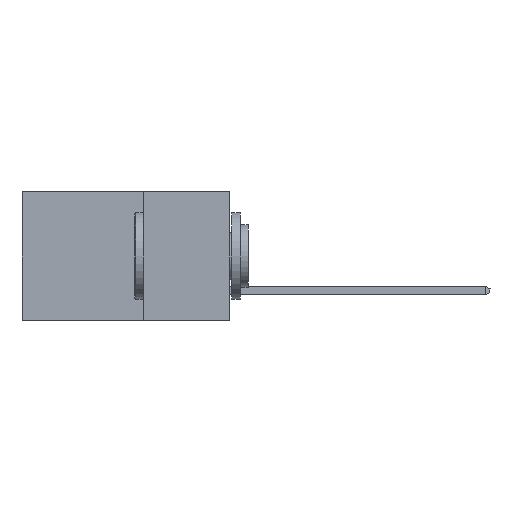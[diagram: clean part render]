
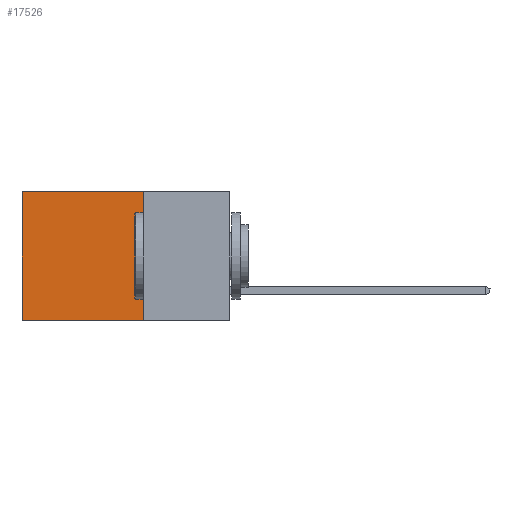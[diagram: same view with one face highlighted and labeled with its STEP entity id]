
A CAD part, left-side view. The second image highlights one B-rep face of the part: STEP entity #17526.
In plain terms, the highlighted planar face has unit normal (-1, 0, 0).
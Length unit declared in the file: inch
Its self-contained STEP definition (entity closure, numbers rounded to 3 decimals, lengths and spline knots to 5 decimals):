
#1538 = DIRECTION ( 'NONE',  ( 0., 0., -1. ) ) ;
#2857 = VERTEX_POINT ( 'NONE', #18120 ) ;
#3629 = AXIS2_PLACEMENT_3D ( 'NONE', #9055, #4943, #1538 ) ;
#4110 = EDGE_CURVE ( 'NONE', #20730, #14275, #22927, .T. ) ;
#4214 = CARTESIAN_POINT ( 'NONE',  ( 0.2615, 0.25, -0.37 ) ) ;
#4943 = DIRECTION ( 'NONE',  ( 1., 0., 0. ) ) ;
#5088 = CARTESIAN_POINT ( 'NONE',  ( 0.2615, 0.25, 0. ) ) ;
#6282 = CARTESIAN_POINT ( 'NONE',  ( 0.2615, 0.6, 0. ) ) ;
#6496 = CARTESIAN_POINT ( 'NONE',  ( 0.2615, 0.25, -0.37 ) ) ;
#6554 = ORIENTED_EDGE ( 'NONE', *, *, #8881, .F. ) ;
#6913 = LINE ( 'NONE', #5088, #11318 ) ;
#7593 = LINE ( 'NONE', #4214, #10789 ) ;
#8376 = VECTOR ( 'NONE', #12049, 39.37008 ) ;
#8881 = EDGE_CURVE ( 'NONE', #2857, #8883, #7593, .T. ) ;
#8883 = VERTEX_POINT ( 'NONE', #14850 ) ;
#9054 = DIRECTION ( 'NONE',  ( 0., 0., -1. ) ) ;
#9055 = CARTESIAN_POINT ( 'NONE',  ( 0.2615, 0.25, -0.37 ) ) ;
#9654 = DIRECTION ( 'NONE',  ( 0., 0., -1. ) ) ;
#10789 = VECTOR ( 'NONE', #9654, 39.37008 ) ;
#11318 = VECTOR ( 'NONE', #18265, 39.37008 ) ;
#12049 = DIRECTION ( 'NONE',  ( 0., 1., 0. ) ) ;
#12239 = CARTESIAN_POINT ( 'NONE',  ( 0.2615, 0.6, -0.37 ) ) ;
#13579 = ORIENTED_EDGE ( 'NONE', *, *, #15061, .T. ) ;
#13860 = LINE ( 'NONE', #6496, #8376 ) ;
#14275 = VERTEX_POINT ( 'NONE', #14702 ) ;
#14702 = CARTESIAN_POINT ( 'NONE',  ( 0.2615, 0.6, -0.37 ) ) ;
#14850 = CARTESIAN_POINT ( 'NONE',  ( 0.2615, 0.25, -0.37 ) ) ;
#14940 = VECTOR ( 'NONE', #9054, 39.37008 ) ;
#15061 = EDGE_CURVE ( 'NONE', #2857, #20730, #6913, .T. ) ;
#15232 = EDGE_LOOP ( 'NONE', ( #21173, #18375, #6554, #13579 ) ) ;
#17526 = ADVANCED_FACE ( 'NONE', ( #23847 ), #19703, .F. ) ;
#18120 = CARTESIAN_POINT ( 'NONE',  ( 0.2615, 0.25, 0. ) ) ;
#18265 = DIRECTION ( 'NONE',  ( 0., 1., 0. ) ) ;
#18375 = ORIENTED_EDGE ( 'NONE', *, *, #22388, .F. ) ;
#19703 = PLANE ( 'NONE',  #3629 ) ;
#20730 = VERTEX_POINT ( 'NONE', #6282 ) ;
#21173 = ORIENTED_EDGE ( 'NONE', *, *, #4110, .T. ) ;
#22388 = EDGE_CURVE ( 'NONE', #8883, #14275, #13860, .T. ) ;
#22927 = LINE ( 'NONE', #12239, #14940 ) ;
#23847 = FACE_OUTER_BOUND ( 'NONE', #15232, .T. ) ;
